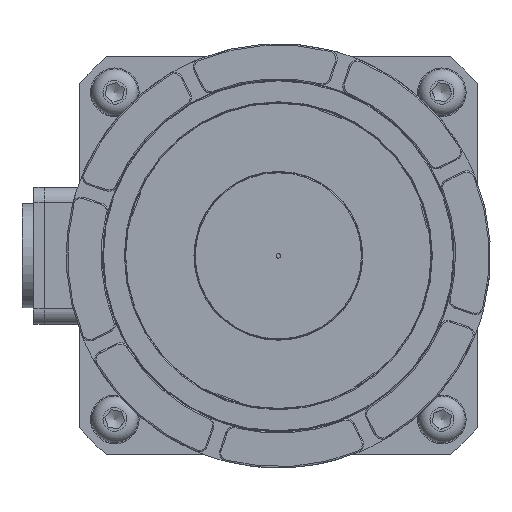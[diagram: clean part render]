
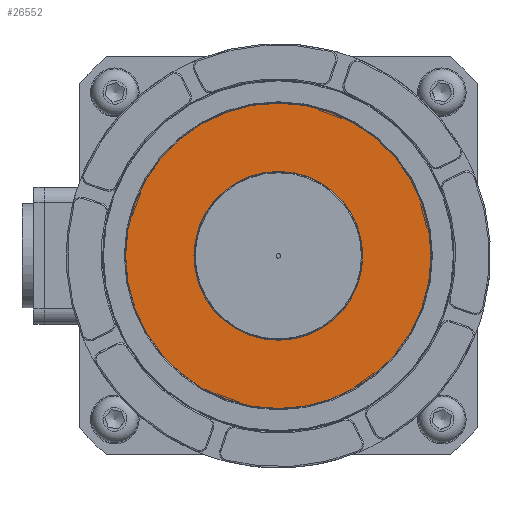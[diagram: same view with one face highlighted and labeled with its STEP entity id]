
A CAD part, front view. The second image highlights one B-rep face of the part: STEP entity #26552.
In plain terms, the highlighted planar face has unit normal (0, -1, 0).
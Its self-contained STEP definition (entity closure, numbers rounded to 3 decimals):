
#173=FACE_BOUND('',#4067,.T.);
#953=PLANE('',#28564);
#2589=FACE_OUTER_BOUND('',#4066,.T.);
#4066=EDGE_LOOP('',(#21748));
#4067=EDGE_LOOP('',(#21749));
#10176=CIRCLE('',#28563,19.1);
#10177=CIRCLE('',#28565,34.55);
#12444=VERTEX_POINT('',#42477);
#12445=VERTEX_POINT('',#42481);
#15730=EDGE_CURVE('',#12444,#12444,#10176,.T.);
#15731=EDGE_CURVE('',#12445,#12445,#10177,.T.);
#21748=ORIENTED_EDGE('',*,*,#15731,.F.);
#21749=ORIENTED_EDGE('',*,*,#15730,.T.);
#26552=ADVANCED_FACE('',(#2589,#173),#953,.T.);
#28563=AXIS2_PLACEMENT_3D('',#42479,#34579,#34580);
#28564=AXIS2_PLACEMENT_3D('',#42480,#34581,#34582);
#28565=AXIS2_PLACEMENT_3D('',#42482,#34583,#34584);
#34579=DIRECTION('center_axis',(0.,1.,0.));
#34580=DIRECTION('ref_axis',(-0.342,0.,-0.94));
#34581=DIRECTION('center_axis',(0.,-1.,0.));
#34582=DIRECTION('ref_axis',(-0.342,0.,-0.94));
#34583=DIRECTION('center_axis',(0.,1.,0.));
#34584=DIRECTION('ref_axis',(-0.342,0.,-0.94));
#42477=CARTESIAN_POINT('',(6.533,-33.77,17.948));
#42479=CARTESIAN_POINT('Origin',(0.,-33.77,
0.));
#42480=CARTESIAN_POINT('Origin',(0.,-33.77,
0.));
#42481=CARTESIAN_POINT('',(11.817,-33.77,32.466));
#42482=CARTESIAN_POINT('Origin',(0.,-33.77,
0.));
